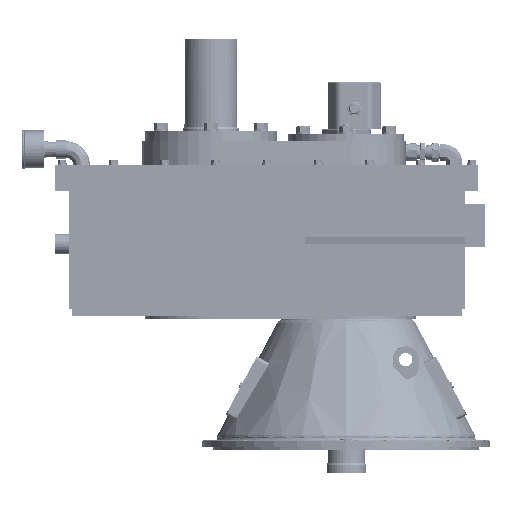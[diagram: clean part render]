
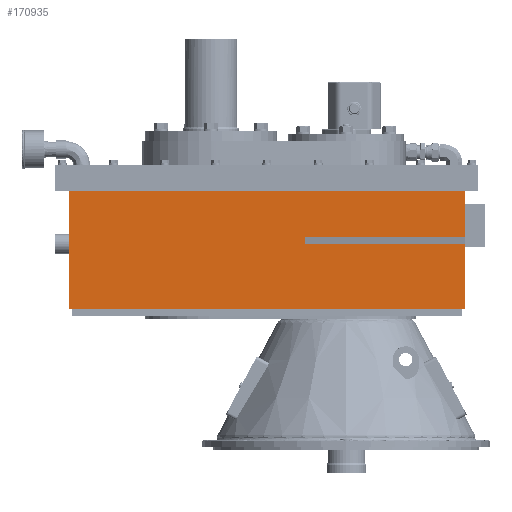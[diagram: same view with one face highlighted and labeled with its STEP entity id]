
A CAD part, left-side view. The second image highlights one B-rep face of the part: STEP entity #170935.
In plain terms, the highlighted planar face has unit normal (-1, 0, 0).
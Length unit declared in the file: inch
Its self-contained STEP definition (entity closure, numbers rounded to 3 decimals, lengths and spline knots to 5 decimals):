
#448 = EDGE_CURVE ( 'NONE', #184798, #148026, #115099, .T. ) ;
#4245 = CARTESIAN_POINT ( 'NONE',  ( -9., -9., -2. ) ) ;
#4695 = CARTESIAN_POINT ( 'NONE',  ( -9., -9., -10.17 ) ) ;
#7598 = CARTESIAN_POINT ( 'NONE',  ( -9., -9., -10.17 ) ) ;
#8719 = CARTESIAN_POINT ( 'NONE',  ( -9., -9., -10.17 ) ) ;
#9952 = LINE ( 'NONE', #8719, #164643 ) ;
#12072 = AXIS2_PLACEMENT_3D ( 'NONE', #27536, #158504, #71429 ) ;
#14442 = VERTEX_POINT ( 'NONE', #16689 ) ;
#16689 = CARTESIAN_POINT ( 'NONE',  ( -9., 3.12917, -5. ) ) ;
#21081 = CARTESIAN_POINT ( 'NONE',  ( -9., 21., -1. ) ) ;
#21880 = EDGE_CURVE ( 'NONE', #106815, #90599, #128711, .T. ) ;
#22043 = CARTESIAN_POINT ( 'NONE',  ( -9., 21., -9.92 ) ) ;
#22510 = VECTOR ( 'NONE', #28235, 39.37008 ) ;
#26487 = LINE ( 'NONE', #61423, #137934 ) ;
#27536 = CARTESIAN_POINT ( 'NONE',  ( -9., 21., -10.17 ) ) ;
#28235 = DIRECTION ( 'NONE',  ( 0., -1., 0. ) ) ;
#28812 = LINE ( 'NONE', #7598, #63011 ) ;
#29645 = LINE ( 'NONE', #183966, #63826 ) ;
#30294 = EDGE_CURVE ( 'NONE', #106815, #71712, #36782, .T. ) ;
#30890 = ORIENTED_EDGE ( 'NONE', *, *, #21880, .F. ) ;
#32233 = VECTOR ( 'NONE', #54175, 39.37008 ) ;
#36196 = LINE ( 'NONE', #57569, #22510 ) ;
#36782 = LINE ( 'NONE', #155838, #32233 ) ;
#36828 = FACE_OUTER_BOUND ( 'NONE', #70784, .T. ) ;
#36894 = DIRECTION ( 'NONE',  ( 0., 0., 1. ) ) ;
#37315 = CARTESIAN_POINT ( 'NONE',  ( -9., 0., -9.92 ) ) ;
#38641 = CARTESIAN_POINT ( 'NONE',  ( -9., -9., -5. ) ) ;
#42929 = VECTOR ( 'NONE', #66574, 39.37008 ) ;
#45626 = CARTESIAN_POINT ( 'NONE',  ( -9., -9., -9.92 ) ) ;
#45808 = CARTESIAN_POINT ( 'NONE',  ( -9., -9., -4.5 ) ) ;
#46290 = ORIENTED_EDGE ( 'NONE', *, *, #80248, .F. ) ;
#47082 = ORIENTED_EDGE ( 'NONE', *, *, #180477, .T. ) ;
#54175 = DIRECTION ( 'NONE',  ( 0., 0., 1. ) ) ;
#56022 = VECTOR ( 'NONE', #165717, 39.37008 ) ;
#56653 = EDGE_CURVE ( 'NONE', #62291, #187339, #9952, .T. ) ;
#56860 = PLANE ( 'NONE',  #12072 ) ;
#57569 = CARTESIAN_POINT ( 'NONE',  ( -9., 21., -4.5 ) ) ;
#61423 = CARTESIAN_POINT ( 'NONE',  ( -9., 21., -10.17 ) ) ;
#62291 = VERTEX_POINT ( 'NONE', #45808 ) ;
#63011 = VECTOR ( 'NONE', #36894, 39.37008 ) ;
#63826 = VECTOR ( 'NONE', #111711, 39.37008 ) ;
#66574 = DIRECTION ( 'NONE',  ( 0., 0., 1. ) ) ;
#70784 = EDGE_LOOP ( 'NONE', ( #46290, #30890, #88230, #47082, #181577, #130887, #113715, #87128, #178881, #138124 ) ) ;
#71429 = DIRECTION ( 'NONE',  ( 0., 0., 1. ) ) ;
#71712 = VERTEX_POINT ( 'NONE', #139078 ) ;
#80248 = EDGE_CURVE ( 'NONE', #90599, #148026, #26487, .T. ) ;
#81108 = CARTESIAN_POINT ( 'NONE',  ( -9., 3.12917, -10.17 ) ) ;
#81600 = LINE ( 'NONE', #81108, #42929 ) ;
#87128 = ORIENTED_EDGE ( 'NONE', *, *, #56653, .T. ) ;
#88230 = ORIENTED_EDGE ( 'NONE', *, *, #30294, .T. ) ;
#90599 = VERTEX_POINT ( 'NONE', #22043 ) ;
#97767 = VECTOR ( 'NONE', #178863, 39.37008 ) ;
#98467 = EDGE_CURVE ( 'NONE', #126140, #62291, #36196, .T. ) ;
#102029 = VERTEX_POINT ( 'NONE', #38641 ) ;
#105557 = CARTESIAN_POINT ( 'NONE',  ( -9., -9., -1. ) ) ;
#106815 = VERTEX_POINT ( 'NONE', #45626 ) ;
#108191 = DIRECTION ( 'NONE',  ( 0., 1., 0. ) ) ;
#108449 = CARTESIAN_POINT ( 'NONE',  ( -9., 21., -1. ) ) ;
#110576 = DIRECTION ( 'NONE',  ( 0., 0., 1. ) ) ;
#111711 = DIRECTION ( 'NONE',  ( 0., 1., 0. ) ) ;
#113106 = CARTESIAN_POINT ( 'NONE',  ( -9., 3.12917, -4.5 ) ) ;
#113715 = ORIENTED_EDGE ( 'NONE', *, *, #98467, .T. ) ;
#115099 = LINE ( 'NONE', #108449, #187656 ) ;
#115756 = EDGE_CURVE ( 'NONE', #187339, #184798, #165946, .T. ) ;
#119823 = DIRECTION ( 'NONE',  ( 0., 0., 1. ) ) ;
#126140 = VERTEX_POINT ( 'NONE', #113106 ) ;
#128711 = LINE ( 'NONE', #37315, #56022 ) ;
#130747 = EDGE_CURVE ( 'NONE', #102029, #14442, #29645, .T. ) ;
#130887 = ORIENTED_EDGE ( 'NONE', *, *, #153860, .T. ) ;
#137934 = VECTOR ( 'NONE', #119823, 39.37008 ) ;
#138124 = ORIENTED_EDGE ( 'NONE', *, *, #448, .T. ) ;
#139078 = CARTESIAN_POINT ( 'NONE',  ( -9., -9., -5.25 ) ) ;
#148026 = VERTEX_POINT ( 'NONE', #21081 ) ;
#153860 = EDGE_CURVE ( 'NONE', #14442, #126140, #81600, .T. ) ;
#155838 = CARTESIAN_POINT ( 'NONE',  ( -9., -9., -10.17 ) ) ;
#158504 = DIRECTION ( 'NONE',  ( -1., 0., 0. ) ) ;
#164643 = VECTOR ( 'NONE', #110576, 39.37008 ) ;
#165717 = DIRECTION ( 'NONE',  ( 0., 1., 0. ) ) ;
#165946 = LINE ( 'NONE', #4695, #97767 ) ;
#170935 = ADVANCED_FACE ( 'NONE', ( #36828 ), #56860, .T. ) ;
#178863 = DIRECTION ( 'NONE',  ( 0., 0., 1. ) ) ;
#178881 = ORIENTED_EDGE ( 'NONE', *, *, #115756, .T. ) ;
#180477 = EDGE_CURVE ( 'NONE', #71712, #102029, #28812, .T. ) ;
#181577 = ORIENTED_EDGE ( 'NONE', *, *, #130747, .T. ) ;
#183966 = CARTESIAN_POINT ( 'NONE',  ( -9., 21., -5. ) ) ;
#184798 = VERTEX_POINT ( 'NONE', #105557 ) ;
#187339 = VERTEX_POINT ( 'NONE', #4245 ) ;
#187656 = VECTOR ( 'NONE', #108191, 39.37008 ) ;
